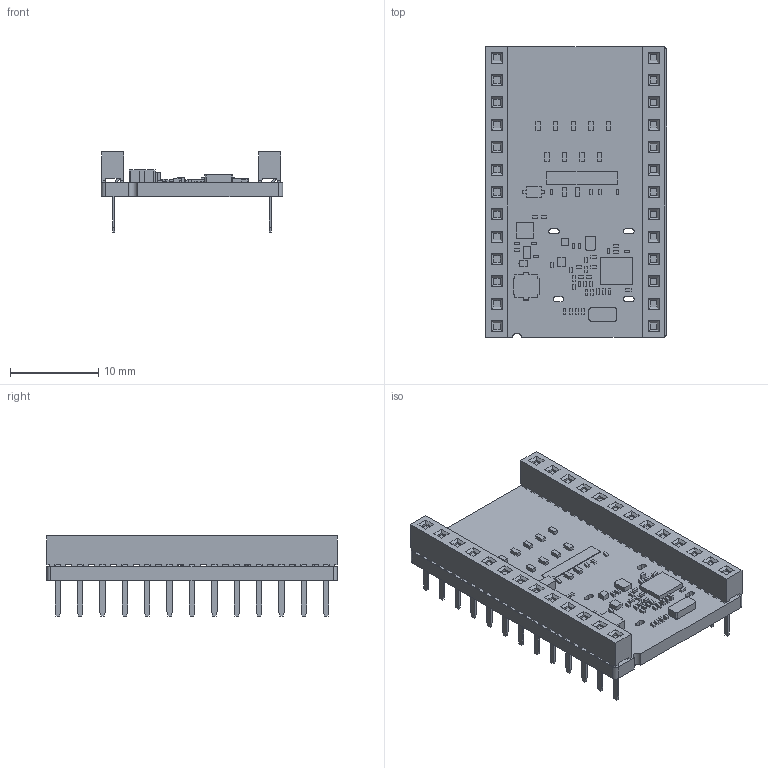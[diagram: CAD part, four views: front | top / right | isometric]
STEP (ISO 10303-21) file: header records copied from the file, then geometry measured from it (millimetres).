
FILE_DESCRIPTION(/* description */ (''),/* implementation_level */ '2;1');
FILE_NAME(/* name */ 'CXD5602PWBGNSS1-AB_0056832079_20230612.stp',/* time_stamp */ '2023-06-12T09:49:28+09:00',/* author */ (''),/* organization */ (''),/* preprocessor_version */ 'ST-DEVELOPER v18.102',/* originating_system */ 'SIEMENS PLM Software NX 2027',/* authorisation */ '');
FILE_SCHEMA (('AUTOMOTIVE_DESIGN { 1 0 10303 214 3 1 1 1 }'));
Length unit declared in the file: millimetre
Products named in the file (31): 101679611-std; 101583611-std; 101679511-pstd; 124070391-std; 125054311-std; 124071891-std; 125730111-std; 125722911-std; 124829711-std; 125728511-std; 121899081-std; 875611571-std; 672343701-std; 690310701-std; 148274121-std; 148188511-std; 148189011-std; 148188811-std; 148187911-std; 148125821-std; 181838111-std; 650425601-std; 111875311-std; 111882611-std; 111878811-std; 111802811-std; 111816811-std; 101583711-std; 112230611-std; 112094111-std; CXD5602PWBGNSS1-AB
Assembly tree (61 placements, depth 2):
  CXD5602PWBGNSS1-AB
    112094111-std  x11
    112230611-std  x4
    101583711-std
    111816811-std  x2
    111802811-std  x2
    111878811-std  x2
    111882611-std
    111875311-std
    650425601-std
    181838111-std
    148125821-std  x3
    148187911-std
    148188811-std
    148189011-std
    148188511-std
    148274121-std  x2
    690310701-std
    672343701-std
    875611571-std
    121899081-std  x8
    125728511-std
    124829711-std  x2
    125722911-std
    125730111-std
    124071891-std  x3
    125054311-std
    124070391-std  x2
    101679511-pstd  x2
    101583611-std
    101679611-std
Bounding box: 20.6 x 33.02 x 9.1 mm (x, y, z)
Volume: 1647.1 mm3; surface area: 2929.9 mm2
Topology: 65 solids, 65 shells, 1400 faces, 3628 edges, 2384 vertices
Faces by surface type: plane 1317, cylinder 83
Entity records: 23359 total; most frequent: CARTESIAN_POINT 4005, ORIENTED_EDGE 3862, DIRECTION 3653, EDGE_CURVE 1931, LINE 1817, VECTOR 1817, VERTEX_POINT 1270, AXIS2_PLACEMENT_3D 918
